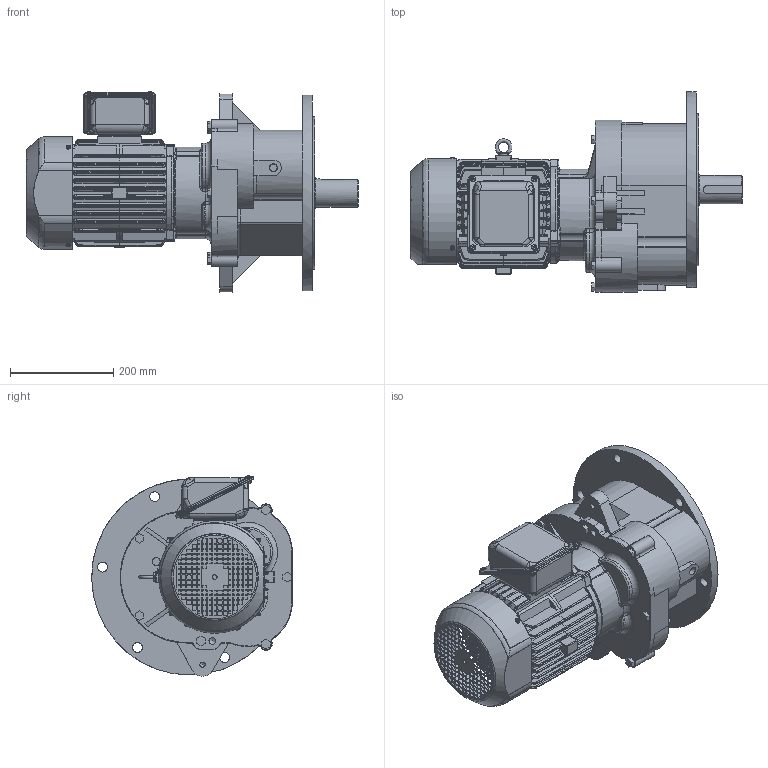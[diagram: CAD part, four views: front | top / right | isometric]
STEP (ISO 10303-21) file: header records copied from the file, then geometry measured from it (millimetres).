
FILE_DESCRIPTION (( 'STEP AP214' ), '1' );
FILE_NAME ('EK2DO07780H001_F1VM20_2.2kw_R75.stp', '2022-07-05T00:03:36', ( 'Windows 餌辨濠' ), ( '' ), 'SwSTEP 2.0', 'SolidWorks 2021', '' );
FILE_SCHEMA (( 'AUTOMOTIVE_DESIGN' ));
Length unit declared in the file: millimetre
Products named in the file (1): EK2DO07780H001_F1VM20_2.2kw_R75
Bounding box: 644 x 389.07 x 388.84 mm (x, y, z)
Volume: 21995573 mm3; surface area: 1329725.7 mm2
Topology: 18 solids, 30 shells, 3695 faces, 9830 edges, 6217 vertices
Faces by surface type: plane 1438, cylinder 1437, bspline 604, torus 123, cone 63, sphere 30
Full cylindrical faces by diameter (mm): 2.7 x2, 4.917 x8, 5 x7, 6 x5, 6.647 x14, 7 x12, 8 x9, 8.5 x7, 9 x4, 10 x7, 10.2 x2, 10.5 x4, 11 x7, 13 x2, 14.3 x1, 16 x1, 18 x1, 19 x6, 42 x1, 55 x1, 60 x1, 78 x1, 90 x1, 182 x2, 275 x1, 295 x1, 380 x1
Entity records: 135405 total; most frequent: CARTESIAN_POINT 47173, ORIENTED_EDGE 19130, DIRECTION 17004, EDGE_CURVE 9565, VERTEX_POINT 6140, AXIS2_PLACEMENT_3D 6066, LINE 4872, VECTOR 4872
